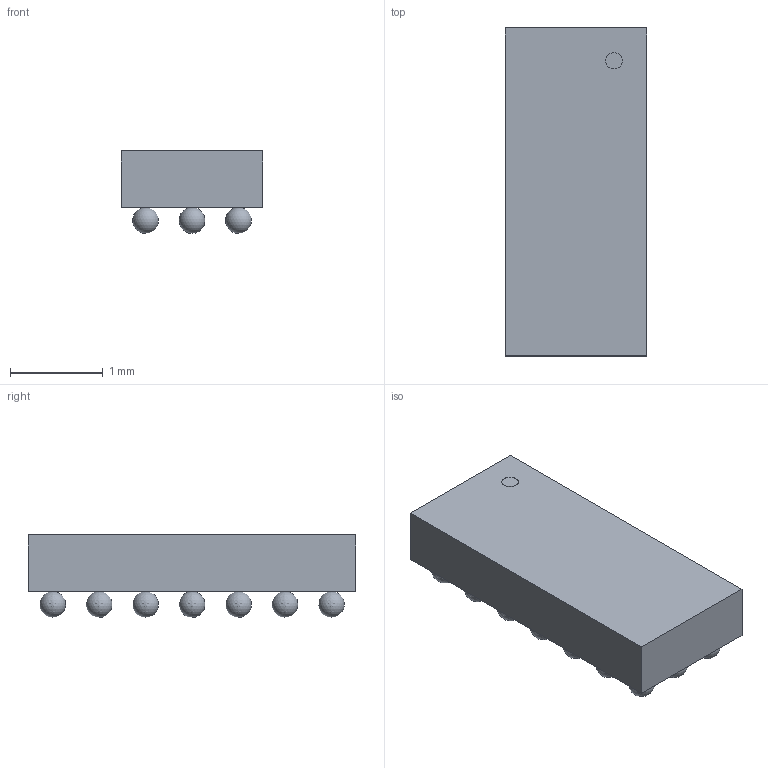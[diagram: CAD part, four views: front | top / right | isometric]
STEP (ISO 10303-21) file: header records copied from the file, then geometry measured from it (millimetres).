
FILE_DESCRIPTION(('STEP AP214'),'1');
FILE_NAME('EPC2111_ECC','2025-05-01T08:59:53',(''),(''),'','','');
FILE_SCHEMA(('AUTOMOTIVE_DESIGN'));
Length unit declared in the file: millimetre
Products named in the file (1): product
Bounding box: 1.52 x 3.53 x 0.89 mm (x, y, z)
Volume: 3.5 mm3; surface area: 22.1 mm2
Topology: 23 solids, 23 shells, 30 faces, 78 edges, 52 vertices
Faces by surface type: sphere 21, plane 8, cylinder 1
Full cylindrical faces by diameter (mm): 0.177 x1
Entity records: 562 total; most frequent: DIRECTION 80, CARTESIAN_POINT 44, AXIS2_PLACEMENT_3D 34, STYLED_ITEM 30, ADVANCED_FACE 30, ORIENTED_EDGE 28, MANIFOLD_SOLID_BREP 23, CLOSED_SHELL 23
